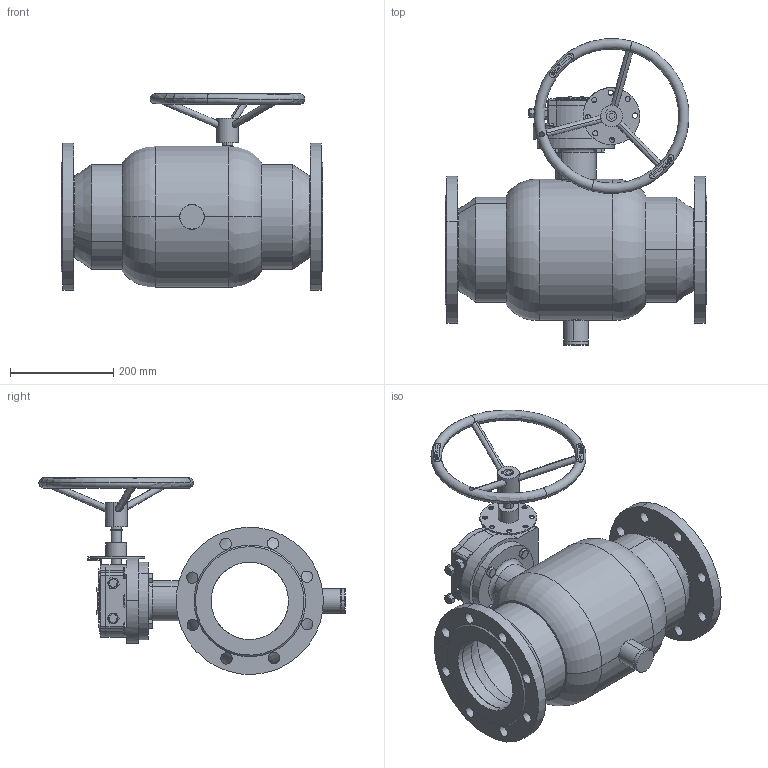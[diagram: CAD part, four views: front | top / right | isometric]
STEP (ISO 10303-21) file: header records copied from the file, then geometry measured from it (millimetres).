
FILE_DESCRIPTION (( 'STEP AP214' ), '1' );
FILE_NAME ('DN150籵噤楊擘恘謫⑩概PN16.STEP', '2026-02-25T01:56:57', ( '' ), ( '' ), 'SwSTEP 2.0', 'SolidWorks 2022', '' );
FILE_SCHEMA (( 'AUTOMOTIVE_DESIGN' ));
Length unit declared in the file: millimetre
Products named in the file (29): 150楊擘 1.6; WL200-14盓殤; hexagon head bolts-full thread gb91_GB_FASTENER_BOLT_STBAB A M12X25-N; WL200-4恘裝; WL200-1眊极; WL200-12蛁蚐郲; WL200-17隅弇种; WL200-5癹弇結輸; Q61F-200-1概极樓馱; WL200-18忒謫; Q200-23恘謫; WL200-15坶隅攫; WL200-21忒謫蹟佪; WL200-6密封胶圈; DN150 籵噤諉 樓馱 - 埻; WL200-2眊裔; DN150通径法兰蜗轮球阀PN16; WL200-11梓齪; WL200-9硌尨齪; Q61F-200-5粣杶党蜊; WL200-8癹弇蹟佪; 200苤粣杶; WL200-16眊裔蹟佪; WL200-13蛁蚐簽; WL200-10硌尨攫蹟佪; WL200-3恘謫; WL200-7眊裔躇猾菜; 狟揤裔200; WL200-19縐銅
Assembly tree (35 placements, depth 3):
  DN150通径法兰蜗轮球阀PN16
    Q61F-200-1概极樓馱
    Q61F-200-5粣杶党蜊
    狟揤裔200
    200苤粣杶
    DN150 籵噤諉 樓馱 - 埻  x2
    Q200-23恘謫
      WL200-1眊极
      WL200-3恘謫
      WL200-4恘裝
      WL200-5癹弇結輸  x2
      WL200-2眊裔
      WL200-6密封胶圈
      WL200-9硌尨齪
      WL200-11梓齪
      WL200-14盓殤
      WL200-10硌尨攫蹟佪
      WL200-16眊裔蹟佪
      WL200-17隅弇种
      WL200-12蛁蚐郲
      WL200-13蛁蚐簽
      WL200-15坶隅攫
      WL200-8癹弇蹟佪  x2
      WL200-19縐銅
      WL200-21忒謫蹟佪
      WL200-7眊裔躇猾菜
      WL200-18忒謫
    hexagon head bolts-full thread gb91_GB_FASTENER_BOLT_STBAB A M12X25-N  x4
    150楊擘 1.6  x2
Bounding box: 506 x 592.61 x 381.02 mm (x, y, z)
Volume: 7728257.7 mm3; surface area: 1632866.5 mm2
Topology: 60 solids, 60 shells, 1875 faces, 4850 edges, 3177 vertices
Faces by surface type: plane 774, cylinder 668, bspline 244, cone 124, torus 65
Entity records: 69637 total; most frequent: CARTESIAN_POINT 27618, ORIENTED_EDGE 8520, DIRECTION 7350, EDGE_CURVE 4260, VERTEX_POINT 2802, AXIS2_PLACEMENT_3D 2503, VECTOR 2344, LINE 2344
